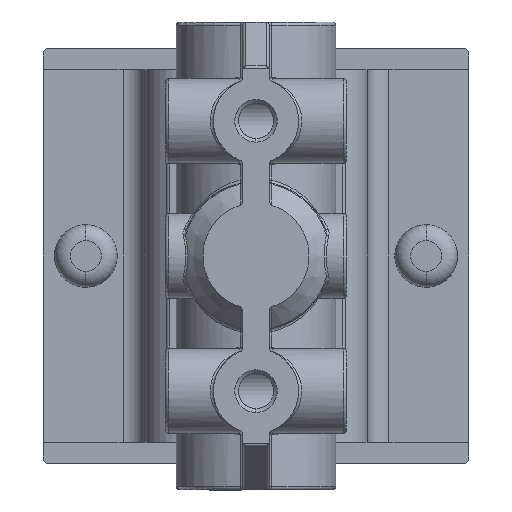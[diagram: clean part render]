
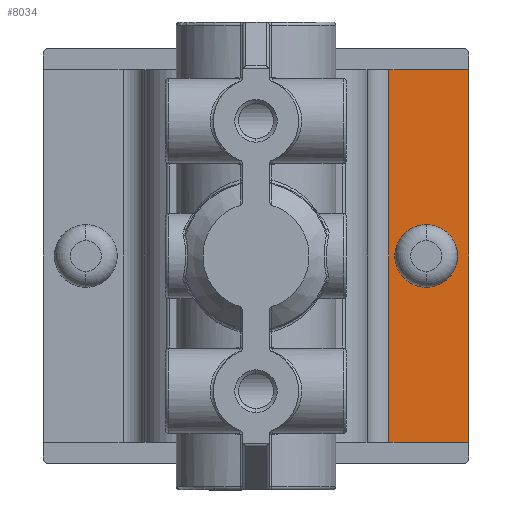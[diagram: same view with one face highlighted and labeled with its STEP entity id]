
A CAD part, front view. The second image highlights one B-rep face of the part: STEP entity #8034.
In plain terms, the highlighted planar face has unit normal (0, -1, 0).
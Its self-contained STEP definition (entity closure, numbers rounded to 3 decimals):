
#727 = ORIENTED_EDGE ( 'NONE', *, *, #5115, .T. ) ;
#910 = CARTESIAN_POINT ( 'NONE',  ( 20., -1., -17.5 ) ) ;
#1172 = EDGE_CURVE ( 'NONE', #6602, #8030, #13026, .T. ) ;
#1184 = CARTESIAN_POINT ( 'NONE',  ( 16., -1., -2.95 ) ) ;
#1389 = CARTESIAN_POINT ( 'NONE',  ( 12.5, -1., 17.5 ) ) ;
#1527 = ORIENTED_EDGE ( 'NONE', *, *, #12971, .T. ) ;
#1616 = LINE ( 'NONE', #8141, #11237 ) ;
#1758 = VERTEX_POINT ( 'NONE', #910 ) ;
#1923 = CIRCLE ( 'NONE', #9015, 2.95 ) ;
#2846 = CIRCLE ( 'NONE', #16930, 2.95 ) ;
#4024 = DIRECTION ( 'NONE',  ( 0., 0., 1. ) ) ;
#4245 = EDGE_LOOP ( 'NONE', ( #5343, #8684 ) ) ;
#4802 = DIRECTION ( 'NONE',  ( 0., 0., -1. ) ) ;
#5115 = EDGE_CURVE ( 'NONE', #6602, #10718, #9140, .T. ) ;
#5185 = ORIENTED_EDGE ( 'NONE', *, *, #5729, .F. ) ;
#5303 = PLANE ( 'NONE',  #15474 ) ;
#5343 = ORIENTED_EDGE ( 'NONE', *, *, #9175, .F. ) ;
#5729 = EDGE_CURVE ( 'NONE', #8030, #1758, #6364, .T. ) ;
#5762 = CARTESIAN_POINT ( 'NONE',  ( 12.5, -1., 17.5 ) ) ;
#6173 = VERTEX_POINT ( 'NONE', #1184 ) ;
#6364 = LINE ( 'NONE', #13364, #6573 ) ;
#6573 = VECTOR ( 'NONE', #12392, 1000. ) ;
#6602 = VERTEX_POINT ( 'NONE', #11636 ) ;
#8030 = VERTEX_POINT ( 'NONE', #10057 ) ;
#8034 = ADVANCED_FACE ( 'NONE', ( #8298, #8662 ), #5303, .F. ) ;
#8141 = CARTESIAN_POINT ( 'NONE',  ( 12.5, -1., -17.5 ) ) ;
#8298 = FACE_OUTER_BOUND ( 'NONE', #17770, .T. ) ;
#8662 = FACE_BOUND ( 'NONE', #4245, .T. ) ;
#8684 = ORIENTED_EDGE ( 'NONE', *, *, #16870, .F. ) ;
#8843 = DIRECTION ( 'NONE',  ( 1., 0., 0. ) ) ;
#9015 = AXIS2_PLACEMENT_3D ( 'NONE', #9979, #11684, #4024 ) ;
#9140 = LINE ( 'NONE', #1389, #14647 ) ;
#9175 = EDGE_CURVE ( 'NONE', #9596, #6173, #2846, .T. ) ;
#9370 = ORIENTED_EDGE ( 'NONE', *, *, #1172, .F. ) ;
#9472 = CARTESIAN_POINT ( 'NONE',  ( 16., -1., 0. ) ) ;
#9596 = VERTEX_POINT ( 'NONE', #14143 ) ;
#9979 = CARTESIAN_POINT ( 'NONE',  ( 16., -1., 0. ) ) ;
#10057 = CARTESIAN_POINT ( 'NONE',  ( 20., -1., 17.5 ) ) ;
#10427 = DIRECTION ( 'NONE',  ( 0., 0., 1. ) ) ;
#10718 = VERTEX_POINT ( 'NONE', #14510 ) ;
#11237 = VECTOR ( 'NONE', #8843, 1000. ) ;
#11636 = CARTESIAN_POINT ( 'NONE',  ( 12.5, -1., 17.5 ) ) ;
#11684 = DIRECTION ( 'NONE',  ( 0., -1., 0. ) ) ;
#12392 = DIRECTION ( 'NONE',  ( 0., 0., -1. ) ) ;
#12532 = VECTOR ( 'NONE', #17779, 1000. ) ;
#12633 = DIRECTION ( 'NONE',  ( 0., 1., 0. ) ) ;
#12971 = EDGE_CURVE ( 'NONE', #10718, #1758, #1616, .T. ) ;
#13026 = LINE ( 'NONE', #15256, #12532 ) ;
#13364 = CARTESIAN_POINT ( 'NONE',  ( 20., -1., 17.5 ) ) ;
#14143 = CARTESIAN_POINT ( 'NONE',  ( 16., -1., 2.95 ) ) ;
#14510 = CARTESIAN_POINT ( 'NONE',  ( 12.5, -1., -17.5 ) ) ;
#14647 = VECTOR ( 'NONE', #4802, 1000. ) ;
#15256 = CARTESIAN_POINT ( 'NONE',  ( 12.5, -1., 17.5 ) ) ;
#15474 = AXIS2_PLACEMENT_3D ( 'NONE', #5762, #12633, #10427 ) ;
#15628 = DIRECTION ( 'NONE',  ( 0., 0., 1. ) ) ;
#16870 = EDGE_CURVE ( 'NONE', #6173, #9596, #1923, .T. ) ;
#16930 = AXIS2_PLACEMENT_3D ( 'NONE', #9472, #17142, #15628 ) ;
#17142 = DIRECTION ( 'NONE',  ( 0., -1., 0. ) ) ;
#17770 = EDGE_LOOP ( 'NONE', ( #1527, #5185, #9370, #727 ) ) ;
#17779 = DIRECTION ( 'NONE',  ( 1., 0., 0. ) ) ;
